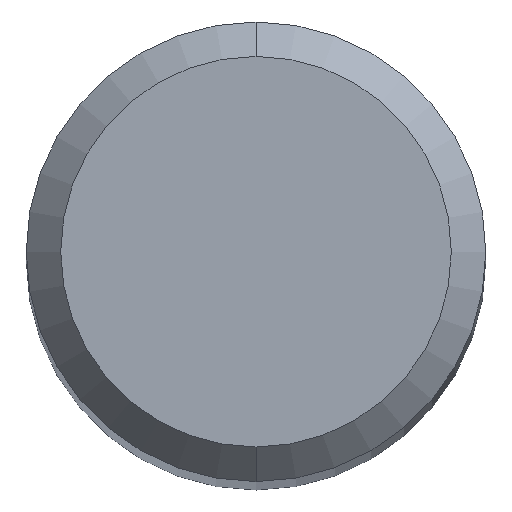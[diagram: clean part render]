
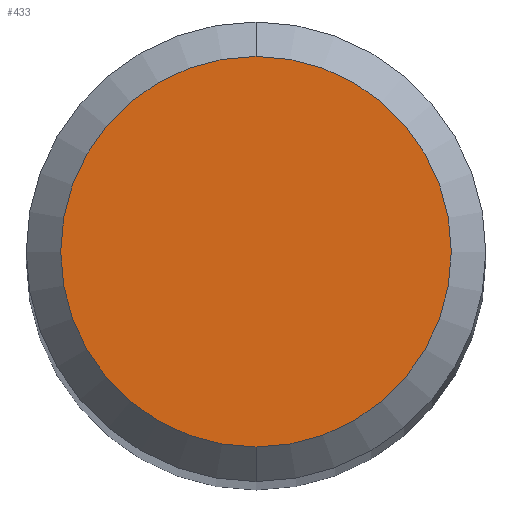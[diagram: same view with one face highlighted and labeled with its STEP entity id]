
A CAD part, top view. The second image highlights one B-rep face of the part: STEP entity #433.
In plain terms, the highlighted planar face has unit normal (0, 0, 1).
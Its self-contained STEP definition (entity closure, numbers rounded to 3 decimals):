
#259=EDGE_CURVE('',#427,#311,#591,.T.);
#311=VERTEX_POINT('',#647);
#383=EDGE_CURVE('',#311,#427,#727,.T.);
#427=VERTEX_POINT('',#774);
#433=ADVANCED_FACE('',(#780),#781,.T.);
#591=CIRCLE('',#1028,1.7);
#647=CARTESIAN_POINT('',(0.,-1.7,0.0));
#727=CIRCLE('',#1281,1.7);
#774=CARTESIAN_POINT('',(0.0,1.7,0.0));
#780=FACE_OUTER_BOUND('',#1401,.T.);
#781=PLANE('',#1402);
#1028=AXIS2_PLACEMENT_3D('',#1621,#1622,#1623);
#1281=AXIS2_PLACEMENT_3D('',#1752,#1753,#1754);
#1401=EDGE_LOOP('',(#1801,#1802));
#1402=AXIS2_PLACEMENT_3D('',#1803,#1804,#1805);
#1621=CARTESIAN_POINT('',(0.0,0.0,0.0));
#1622=DIRECTION('',(0.0,0.0,-1.0));
#1623=DIRECTION('',(0.0,1.0,0.0));
#1752=CARTESIAN_POINT('',(0.0,0.0,0.0));
#1753=DIRECTION('',(0.0,0.0,-1.0));
#1754=DIRECTION('',(0.0,1.0,0.0));
#1801=ORIENTED_EDGE('',*,*,#259,.F.);
#1802=ORIENTED_EDGE('',*,*,#383,.F.);
#1803=CARTESIAN_POINT('',(0.0,0.85,0.0));
#1804=DIRECTION('',(-0.0,0.0,1.0));
#1805=DIRECTION('',(0.0,-1.0,0.0));
